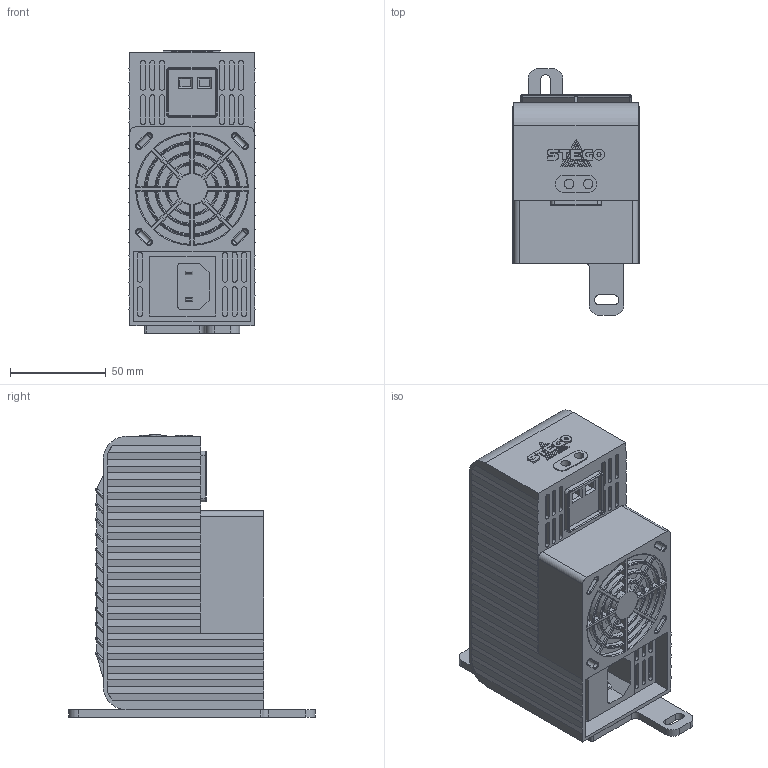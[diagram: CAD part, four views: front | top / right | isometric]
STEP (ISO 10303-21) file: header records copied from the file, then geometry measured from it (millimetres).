
FILE_DESCRIPTION (( 'STEP AP214' ), '1' );
FILE_NAME ('CS03209.0-01_eplan_08_2013.STEP', '2013-08-23T10:44:48', ( 'Nutzer' ), ( '' ), 'SwSTEP 2.0', 'SolidWorks 2013', '' );
FILE_SCHEMA (( 'AUTOMOTIVE_DESIGN' ));
Length unit declared in the file: millimetre
Products named in the file (1): CS03209.0-01_eplan_08_2013
Bounding box: 66 x 129 x 147.85 mm (x, y, z)
Volume: 676659.2 mm3; surface area: 76012.8 mm2
Topology: 1 solids, 1 shells, 1162 faces, 2913 edges, 1796 vertices
Faces by surface type: plane 659, cylinder 330, torus 84, sphere 68, bspline 21
Entity records: 34384 total; most frequent: CARTESIAN_POINT 7124, ORIENTED_EDGE 5698, DIRECTION 5552, EDGE_CURVE 2849, VECTOR 1968, LINE 1968, AXIS2_PLACEMENT_3D 1792, VERTEX_POINT 1764
